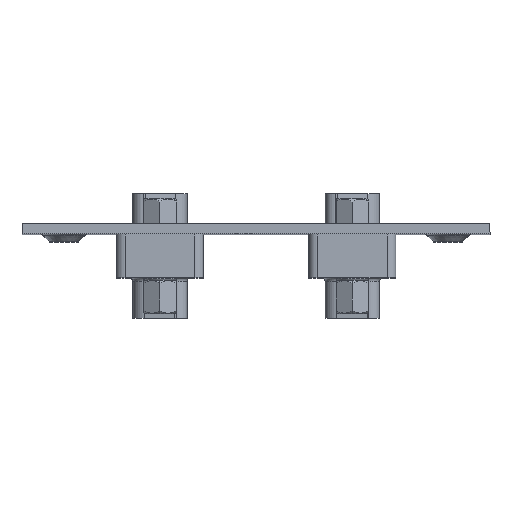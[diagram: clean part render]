
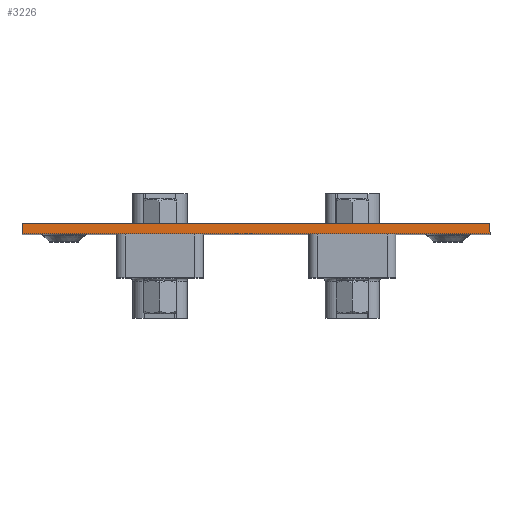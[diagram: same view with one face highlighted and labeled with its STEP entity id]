
A CAD part, top view. The second image highlights one B-rep face of the part: STEP entity #3226.
In plain terms, the highlighted planar face has unit normal (0, 0, 1).
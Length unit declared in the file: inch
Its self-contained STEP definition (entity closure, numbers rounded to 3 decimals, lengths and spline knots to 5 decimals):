
#3026 = EDGE_CURVE ( 'NONE', #3027, #3028, #15036, .T. ) ;
#3027 = VERTEX_POINT ( 'NONE', #15032 ) ;
#3028 = VERTEX_POINT ( 'NONE', #15031 ) ;
#3098 = EDGE_CURVE ( 'NONE', #3099, #3028, #15159, .T. ) ;
#3099 = VERTEX_POINT ( 'NONE', #15155 ) ;
#3159 = EDGE_CURVE ( 'NONE', #3027, #3176, #15305, .T. ) ;
#3175 = EDGE_CURVE ( 'NONE', #3176, #3099, #15282, .T. ) ;
#3176 = VERTEX_POINT ( 'NONE', #15340 ) ;
#3207 = ORIENTED_EDGE ( 'NONE', *, *, #3098, .T. ) ;
#3226 = ADVANCED_FACE ( 'NONE', ( #15399 ), #15398, .F. ) ;
#3227 = EDGE_LOOP ( 'NONE', ( #3228, #3229, #3230, #3207 ) ) ;
#3228 = ORIENTED_EDGE ( 'NONE', *, *, #3026, .F. ) ;
#3229 = ORIENTED_EDGE ( 'NONE', *, *, #3159, .T. ) ;
#3230 = ORIENTED_EDGE ( 'NONE', *, *, #3175, .T. ) ;
#15031 = CARTESIAN_POINT ( 'NONE',  ( 1.34, 0.06, 1.615 ) ) ;
#15032 = CARTESIAN_POINT ( 'NONE',  ( -1.34, 0.06, 1.615 ) ) ;
#15033 = DIRECTION ( 'NONE',  ( 1., 0., 0. ) ) ;
#15034 = VECTOR ( 'NONE', #15033, 39.37008 ) ;
#15035 = CARTESIAN_POINT ( 'NONE',  ( -1.34, 0.06, 1.615 ) ) ;
#15036 = LINE ( 'NONE', #15035, #15034 ) ;
#15155 = CARTESIAN_POINT ( 'NONE',  ( 1.34, 0., 1.615 ) ) ;
#15156 = DIRECTION ( 'NONE',  ( 0., 1., 0. ) ) ;
#15157 = VECTOR ( 'NONE', #15156, 39.37008 ) ;
#15158 = CARTESIAN_POINT ( 'NONE',  ( 1.34, 0., 1.615 ) ) ;
#15159 = LINE ( 'NONE', #15158, #15157 ) ;
#15279 = DIRECTION ( 'NONE',  ( 1., 0., 0. ) ) ;
#15280 = VECTOR ( 'NONE', #15279, 39.37008 ) ;
#15281 = CARTESIAN_POINT ( 'NONE',  ( -1.34, 0., 1.615 ) ) ;
#15282 = LINE ( 'NONE', #15281, #15280 ) ;
#15302 = DIRECTION ( 'NONE',  ( 0., -1., 0. ) ) ;
#15303 = VECTOR ( 'NONE', #15302, 39.37008 ) ;
#15304 = CARTESIAN_POINT ( 'NONE',  ( -1.34, 0.06, 1.615 ) ) ;
#15305 = LINE ( 'NONE', #15304, #15303 ) ;
#15340 = CARTESIAN_POINT ( 'NONE',  ( -1.34, 0., 1.615 ) ) ;
#15394 = DIRECTION ( 'NONE',  ( -1., 0., 0. ) ) ;
#15395 = DIRECTION ( 'NONE',  ( 0., 0., -1. ) ) ;
#15396 = CARTESIAN_POINT ( 'NONE',  ( -1.34, 0.06, 1.615 ) ) ;
#15397 = AXIS2_PLACEMENT_3D ( 'NONE', #15396, #15395, #15394 ) ;
#15398 = PLANE ( 'NONE',  #15397 ) ;
#15399 = FACE_OUTER_BOUND ( 'NONE', #3227, .T. ) ;
